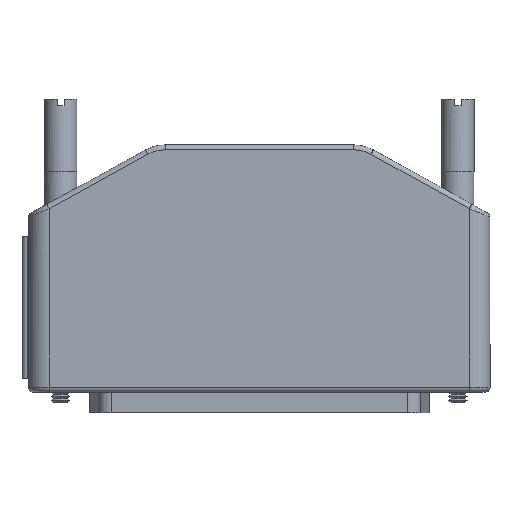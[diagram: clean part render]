
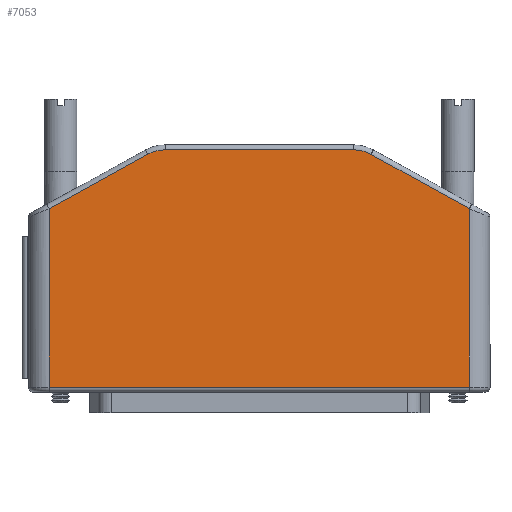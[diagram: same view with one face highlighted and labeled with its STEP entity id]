
A CAD part, top view. The second image highlights one B-rep face of the part: STEP entity #7053.
In plain terms, the highlighted face is planar.
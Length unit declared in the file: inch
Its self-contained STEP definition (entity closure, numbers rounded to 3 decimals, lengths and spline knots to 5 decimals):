
#350=PLANE('',#14640);
#842=CIRCLE('',#14617,0.22);
#848=CIRCLE('',#14629,0.22);
#1453=VERTEX_POINT('',#13403);
#1464=VERTEX_POINT('',#13553);
#1472=VERTEX_POINT('',#13635);
#1476=VERTEX_POINT('',#13652);
#1477=VERTEX_POINT('',#13658);
#1478=VERTEX_POINT('',#13662);
#1489=VERTEX_POINT('',#13698);
#1490=VERTEX_POINT('',#13702);
#1978=VECTOR('',#9299,1.);
#1983=VECTOR('',#9325,1.);
#1984=VECTOR('',#9330,1.);
#1993=VECTOR('',#9366,1.);
#1994=VECTOR('',#9368,1.);
#1995=VECTOR('',#9369,1.);
#2473=LINE('',#13637,#1978);
#2478=LINE('',#13659,#1983);
#2479=LINE('',#13664,#1984);
#2488=LINE('',#13699,#1993);
#2489=LINE('',#13701,#1994);
#2490=LINE('',#13703,#1995);
#3441=EDGE_CURVE('',#1464,#1472,#2473,.T.);
#3450=EDGE_CURVE('',#1472,#1476,#842,.T.);
#3453=EDGE_CURVE('',#1476,#1477,#2478,.T.);
#3455=EDGE_CURVE('',#1478,#1453,#2479,.T.);
#3460=EDGE_CURVE('',#1477,#1478,#848,.T.);
#3473=EDGE_CURVE('',#1489,#1453,#2488,.T.);
#3474=EDGE_CURVE('',#1489,#1490,#2489,.T.);
#3475=EDGE_CURVE('',#1490,#1464,#2490,.T.);
#5424=ORIENTED_EDGE('',*,*,#3474,.F.);
#5425=ORIENTED_EDGE('',*,*,#3473,.T.);
#5426=ORIENTED_EDGE('',*,*,#3455,.F.);
#5427=ORIENTED_EDGE('',*,*,#3460,.F.);
#5428=ORIENTED_EDGE('',*,*,#3453,.F.);
#5429=ORIENTED_EDGE('',*,*,#3450,.F.);
#5430=ORIENTED_EDGE('',*,*,#3441,.F.);
#5431=ORIENTED_EDGE('',*,*,#3475,.F.);
#6041=EDGE_LOOP('',(#5424,#5425,#5426,#5427,#5428,#5429,#5430,#5431));
#6581=FACE_BOUND('',#6041,.T.);
#7053=ADVANCED_FACE('',(#6581),#350,.T.);
#9299=DIRECTION('',(0.876,0.,-0.483));
#9316=DIRECTION('',(0.,-1.,0.));
#9317=DIRECTION('',(-0.055,0.,-0.213));
#9325=DIRECTION('',(1.,0.,0.));
#9330=DIRECTION('',(0.876,0.,0.483));
#9341=DIRECTION('',(0.,-1.,0.));
#9342=DIRECTION('',(0.055,0.,-0.213));
#9366=DIRECTION('',(0.,0.,-1.));
#9367=DIRECTION('',(0.,1.,0.));
#9368=DIRECTION('',(-1.,0.,0.));
#9369=DIRECTION('',(0.,0.,-1.));
#13403=CARTESIAN_POINT('',(2.48,0.35,0.44652));
#13553=CARTESIAN_POINT('',(-0.07,0.35,0.44652));
#13635=CARTESIAN_POINT('',(0.52812,0.35,0.11658));
#13637=CARTESIAN_POINT('',(0.31946,0.35,0.23168));
#13652=CARTESIAN_POINT('',(0.63438,0.35,0.08922));
#13653=CARTESIAN_POINT('',(0.63438,0.35,0.30922));
#13658=CARTESIAN_POINT('',(1.77562,0.35,0.08922));
#13659=CARTESIAN_POINT('',(1.205,0.35,0.08922));
#13662=CARTESIAN_POINT('',(1.88188,0.35,0.11658));
#13664=CARTESIAN_POINT('',(2.09054,0.35,0.23168));
#13672=CARTESIAN_POINT('',(1.77562,0.35,0.30922));
#13698=CARTESIAN_POINT('',(2.48,0.35,1.52922));
#13699=CARTESIAN_POINT('',(2.48,0.35,1.55922));
#13700=CARTESIAN_POINT('',(1.205,0.35,1.55922));
#13701=CARTESIAN_POINT('',(1.905,0.35,1.52922));
#13702=CARTESIAN_POINT('',(-0.07,0.35,1.52922));
#13703=CARTESIAN_POINT('',(-0.07,0.35,1.55922));
#14617=AXIS2_PLACEMENT_3D('',#13653,#9316,#9317);
#14629=AXIS2_PLACEMENT_3D('',#13672,#9341,#9342);
#14640=AXIS2_PLACEMENT_3D('',#13700,#9367,$);
